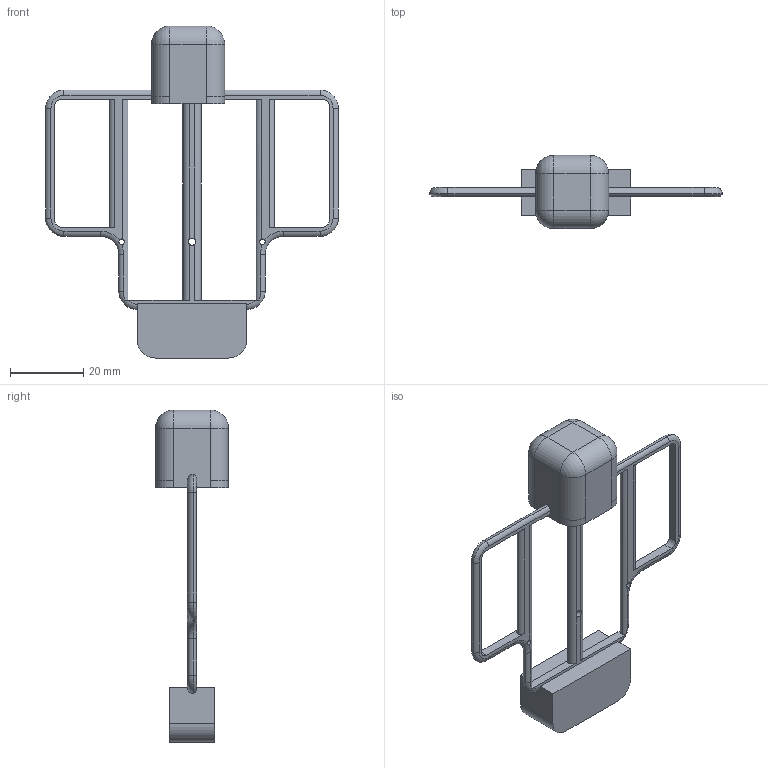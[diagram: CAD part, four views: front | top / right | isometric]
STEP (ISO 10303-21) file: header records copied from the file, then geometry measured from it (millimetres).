
FILE_DESCRIPTION (( 'STEP AP203' ), '1' );
FILE_NAME ('T1_Default_sldprt.STEP', '2022-06-04T22:40:44', ( '' ), ( '' ), 'SwSTEP 2.0', 'SolidWorks 2021', '' );
FILE_SCHEMA (( 'CONFIG_CONTROL_DESIGN' ));
Length unit declared in the file: millimetre
Products named in the file (1): T1_Default_sldprt
Bounding box: 80 x 20 x 90.75 mm (x, y, z)
Volume: 14492.5 mm3; surface area: 7837.9 mm2
Topology: 1 solids, 1 shells, 109 faces, 310 edges, 194 vertices
Faces by surface type: cylinder 52, plane 37, torus 16, sphere 4
Entity records: 3760 total; most frequent: CARTESIAN_POINT 785, DIRECTION 632, ORIENTED_EDGE 612, EDGE_CURVE 306, AXIS2_PLACEMENT_3D 242, VERTEX_POINT 194, LINE 148, VECTOR 148
